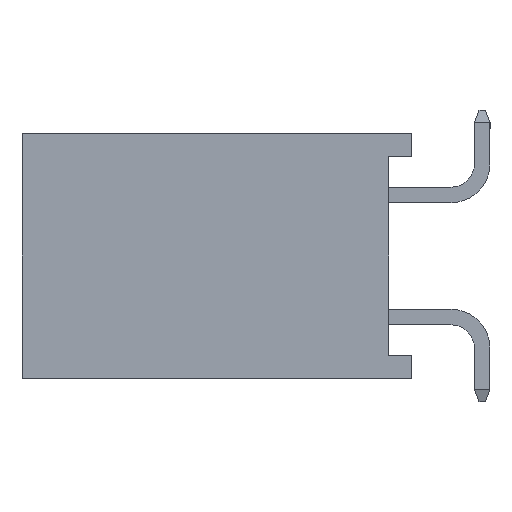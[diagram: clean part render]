
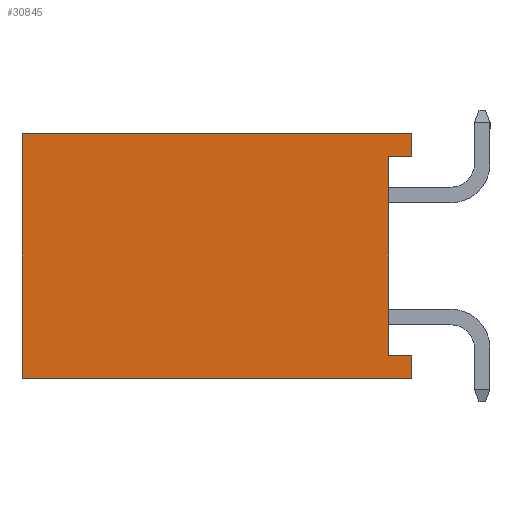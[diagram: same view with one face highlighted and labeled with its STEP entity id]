
A CAD part, left-side view. The second image highlights one B-rep face of the part: STEP entity #30845.
In plain terms, the highlighted planar face has unit normal (-1, 0, 0).
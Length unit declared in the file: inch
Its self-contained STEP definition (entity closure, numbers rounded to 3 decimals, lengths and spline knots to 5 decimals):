
#7329=ORIENTED_EDGE('',*,*,#12706,.T.);
#7330=ORIENTED_EDGE('',*,*,#12367,.T.);
#7331=ORIENTED_EDGE('',*,*,#12554,.F.);
#7332=ORIENTED_EDGE('',*,*,#12785,.F.);
#7333=ORIENTED_EDGE('',*,*,#12548,.T.);
#7334=ORIENTED_EDGE('',*,*,#12471,.T.);
#7335=ORIENTED_EDGE('',*,*,#12784,.T.);
#7336=ORIENTED_EDGE('',*,*,#12786,.T.);
#12367=EDGE_CURVE('',#15600,#15599,#19227,.T.);
#12471=EDGE_CURVE('',#15704,#15703,#19331,.T.);
#12548=EDGE_CURVE('',#15755,#15704,#19408,.T.);
#12554=EDGE_CURVE('',#15759,#15599,#19414,.T.);
#12706=EDGE_CURVE('',#15860,#15600,#19566,.T.);
#12784=EDGE_CURVE('',#15703,#15912,#19644,.T.);
#12785=EDGE_CURVE('',#15755,#15759,#19645,.T.);
#12786=EDGE_CURVE('',#15912,#15860,#19646,.T.);
#15599=VERTEX_POINT('',#47725);
#15600=VERTEX_POINT('',#47727);
#15703=VERTEX_POINT('',#47959);
#15704=VERTEX_POINT('',#47961);
#15755=VERTEX_POINT('',#48090);
#15759=VERTEX_POINT('',#48100);
#15860=VERTEX_POINT('',#48378);
#15912=VERTEX_POINT('',#48535);
#19227=LINE('',#47726,#23263);
#19331=LINE('',#47960,#23367);
#19408=LINE('',#48089,#23444);
#19414=LINE('',#48101,#23450);
#19566=LINE('',#48380,#23602);
#19644=LINE('',#48536,#23680);
#19645=LINE('',#48538,#23681);
#19646=LINE('',#48539,#23682);
#23263=VECTOR('',#39175,39.37008);
#23367=VECTOR('',#39331,39.37008);
#23444=VECTOR('',#39410,39.37008);
#23450=VECTOR('',#39418,39.37008);
#23602=VECTOR('',#39622,39.37008);
#23680=VECTOR('',#39752,39.37008);
#23681=VECTOR('',#39755,39.37008);
#23682=VECTOR('',#39756,39.37008);
#25797=EDGE_LOOP('',(#7329,#7330,#7331,#7332,#7333,#7334,#7335,#7336));
#27613=FACE_BOUND('',#25797,.T.);
#29179=PLANE('',#32838);
#30845=ADVANCED_FACE('',(#27613),#29179,.F.);
#32838=AXIS2_PLACEMENT_3D('',#48537,#39753,#39754);
#39175=DIRECTION('',(0.,0.,1.));
#39331=DIRECTION('',(0.,0.,1.));
#39410=DIRECTION('',(0.,-1.,0.));
#39418=DIRECTION('',(0.,-1.,0.));
#39622=DIRECTION('',(0.,-1.,0.));
#39752=DIRECTION('',(0.,1.,0.));
#39753=DIRECTION('',(1.,0.,0.));
#39754=DIRECTION('',(0.,0.,-1.));
#39755=DIRECTION('',(0.,0.,1.));
#39756=DIRECTION('',(0.,0.,1.));
#47725=CARTESIAN_POINT('',(0.,0.,0.0785));
#47726=CARTESIAN_POINT('',(0.,0.,-0.0785));
#47727=CARTESIAN_POINT('',(0.,0.,0.0635));
#47959=CARTESIAN_POINT('',(0.,0.,-0.0635));
#47960=CARTESIAN_POINT('',(0.,0.,-0.0785));
#47961=CARTESIAN_POINT('',(0.,0.,-0.0785));
#48089=CARTESIAN_POINT('',(0.,0.25,-0.0785));
#48090=CARTESIAN_POINT('',(0.,0.25,-0.0785));
#48100=CARTESIAN_POINT('',(0.,0.25,0.0785));
#48101=CARTESIAN_POINT('',(0.,0.25,0.0785));
#48378=CARTESIAN_POINT('',(0.,0.015,0.0635));
#48380=CARTESIAN_POINT('',(0.,0.015,0.0635));
#48535=CARTESIAN_POINT('',(0.,0.015,-0.0635));
#48536=CARTESIAN_POINT('',(0.,0.,-0.0635));
#48537=CARTESIAN_POINT('',(0.,0.25,-0.0785));
#48538=CARTESIAN_POINT('',(0.,0.25,-0.0785));
#48539=CARTESIAN_POINT('',(0.,0.015,-0.0635));
